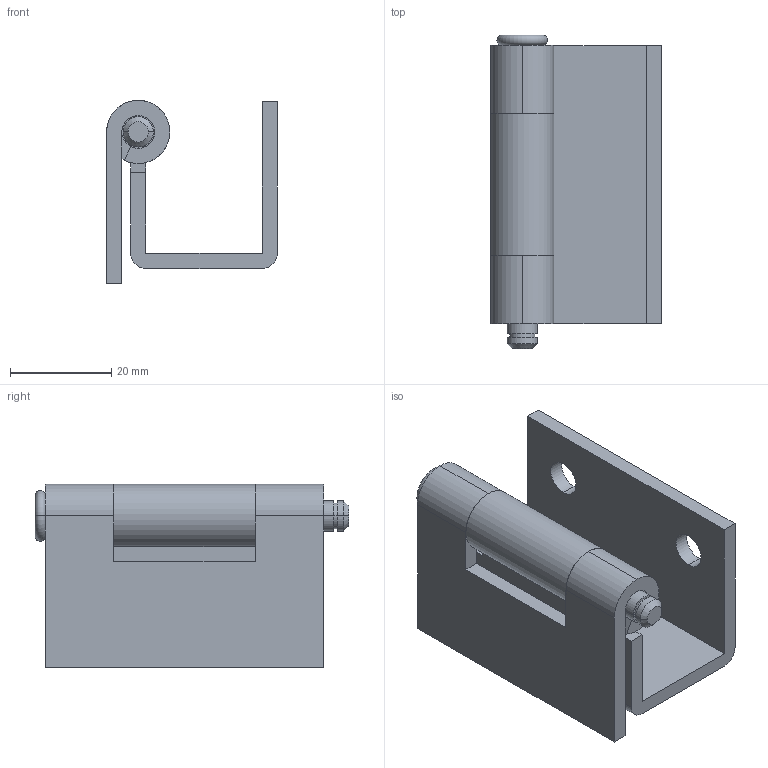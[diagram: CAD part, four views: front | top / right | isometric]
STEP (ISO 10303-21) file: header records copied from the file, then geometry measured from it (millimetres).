
FILE_DESCRIPTION (( 'STEP AP203' ), '1' );
FILE_NAME ('B-63-3.STEP', '2010-06-25T04:14:39', ( ' ' ), ( ' ' ), 'SwSTEP 2.0', 'SolidWorks 2007', '' );
FILE_SCHEMA (( 'CONFIG_CONTROL_DESIGN' ));
Length unit declared in the file: millimetre
Products named in the file (4): B-63-3; B-63-3僸儞僕B__棉太倌; B-63-3僔儍僼僩__棉太倌; B-63-3僸儞僕A__棉太倌
Assembly tree (3 placements, depth 2):
  B-63-3
    B-63-3僔儍僼僩__棉太倌
    B-63-3僸儞僕A__棉太倌
    B-63-3僸儞僕B__棉太倌
Bounding box: 33.75 x 62 x 36.25 mm (x, y, z)
Volume: 22551.6 mm3; surface area: 17092 mm2
Topology: 3 solids, 3 shells, 60 faces, 151 edges, 100 vertices
Faces by surface type: plane 29, cylinder 27, cone 2, torus 2
Entity records: 2243 total; most frequent: DIRECTION 345, CARTESIAN_POINT 317, ORIENTED_EDGE 302, EDGE_CURVE 151, AXIS2_PLACEMENT_3D 128, VERTEX_POINT 100, VECTOR 89, LINE 89
